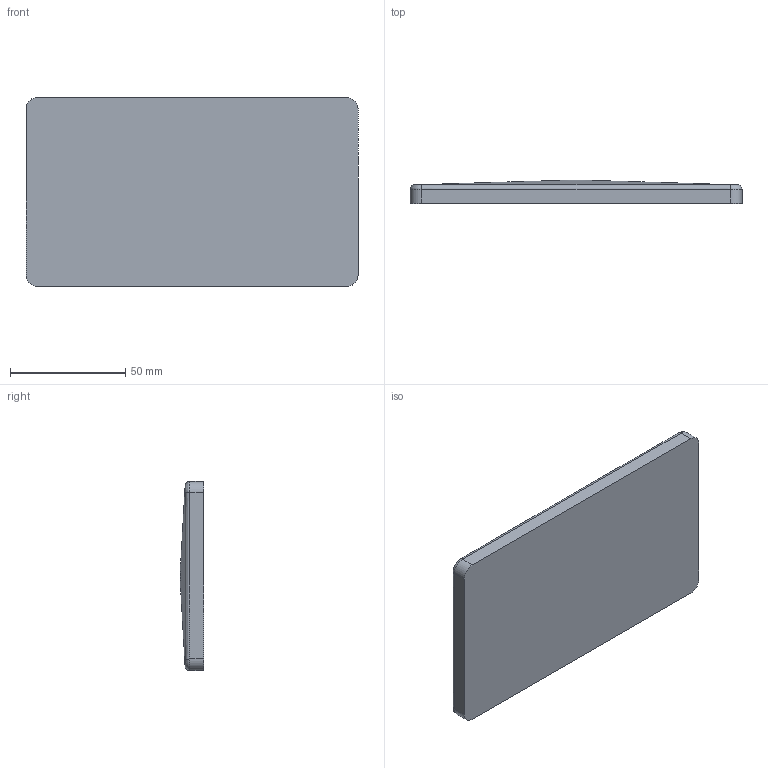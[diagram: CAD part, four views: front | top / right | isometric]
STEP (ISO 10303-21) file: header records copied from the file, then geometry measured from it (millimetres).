
FILE_DESCRIPTION (( 'STEP AP214' ), '1' );
FILE_NAME ('Capri Ashley.STEP', '2021-01-12T08:50:53', ( '' ), ( '' ), 'SwSTEP 2.0', 'SolidWorks 2020', '' );
FILE_SCHEMA (( 'AUTOMOTIVE_DESIGN' ));
Length unit declared in the file: millimetre
Products named in the file (1): Capri Ashley
Bounding box: 144 x 10 x 82 mm (x, y, z)
Volume: 102659.6 mm3; surface area: 26781.6 mm2
Topology: 1 solids, 1 shells, 19 faces, 42 edges, 26 vertices
Faces by surface type: bspline 9, plane 6, cylinder 4
Entity records: 1203 total; most frequent: CARTESIAN_POINT 808, ORIENTED_EDGE 84, DIRECTION 58, EDGE_CURVE 42, VERTEX_POINT 26, AXIS2_PLACEMENT_3D 23, EDGE_LOOP 20, FACE_OUTER_BOUND 19
